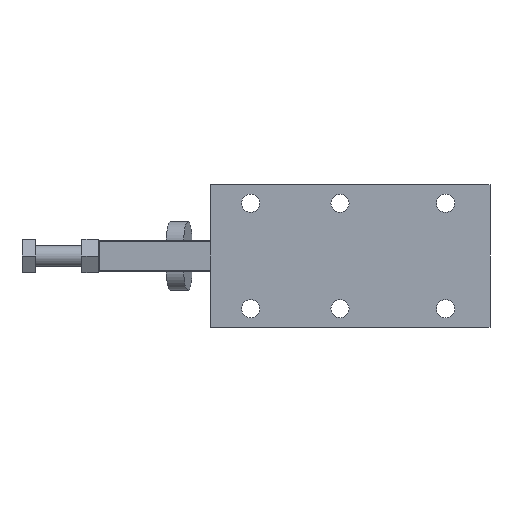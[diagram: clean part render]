
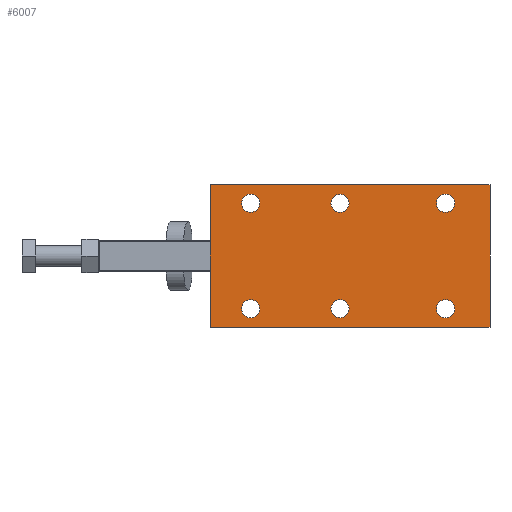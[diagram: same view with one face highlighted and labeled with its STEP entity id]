
A CAD part, front view. The second image highlights one B-rep face of the part: STEP entity #6007.
In plain terms, the highlighted planar face has unit normal (0, -1, 0).
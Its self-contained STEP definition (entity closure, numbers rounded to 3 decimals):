
#31 = CARTESIAN_POINT ( 'NONE',  ( 37.35, 0., -17.1 ) ) ;
#70 = CARTESIAN_POINT ( 'NONE',  ( 37.35, 0., 20.65 ) ) ;
#101 = CARTESIAN_POINT ( 'NONE',  ( 37.35, 0., -20.65 ) ) ;
#127 = FACE_BOUND ( 'NONE', #5894, .T. ) ;
#158 = EDGE_CURVE ( 'NONE', #363, #235, #8960, .T. ) ;
#221 = ORIENTED_EDGE ( 'NONE', *, *, #4278, .T. ) ;
#222 = CARTESIAN_POINT ( 'NONE',  ( -54.75, 0., 27.8 ) ) ;
#235 = VERTEX_POINT ( 'NONE', #8869 ) ;
#250 = DIRECTION ( 'NONE',  ( 0., 1., 0. ) ) ;
#363 = VERTEX_POINT ( 'NONE', #9108 ) ;
#372 = CIRCLE ( 'NONE', #6035, 3.55 ) ;
#405 = EDGE_CURVE ( 'NONE', #4882, #9666, #3625, .T. ) ;
#498 = CIRCLE ( 'NONE', #5452, 3.55 ) ;
#530 = CARTESIAN_POINT ( 'NONE',  ( 54.75, 0., -27.8 ) ) ;
#623 = AXIS2_PLACEMENT_3D ( 'NONE', #8701, #3525, #9045 ) ;
#642 = AXIS2_PLACEMENT_3D ( 'NONE', #5338, #794, #6104 ) ;
#660 = ORIENTED_EDGE ( 'NONE', *, *, #764, .T. ) ;
#671 = DIRECTION ( 'NONE',  ( -1., 0., 0. ) ) ;
#764 = EDGE_CURVE ( 'NONE', #9246, #7730, #2672, .T. ) ;
#794 = DIRECTION ( 'NONE',  ( 0., 1., 0. ) ) ;
#823 = DIRECTION ( 'NONE',  ( 0., 0., -1. ) ) ;
#859 = DIRECTION ( 'NONE',  ( 0., 0., 1. ) ) ;
#892 = DIRECTION ( 'NONE',  ( 0., 1., 0. ) ) ;
#952 = ORIENTED_EDGE ( 'NONE', *, *, #5518, .T. ) ;
#977 = CARTESIAN_POINT ( 'NONE',  ( 37.35, 0., 17.1 ) ) ;
#1127 = CARTESIAN_POINT ( 'NONE',  ( -38.85, 0., 20.65 ) ) ;
#1309 = DIRECTION ( 'NONE',  ( 0., 0., -1. ) ) ;
#1322 = VERTEX_POINT ( 'NONE', #1454 ) ;
#1378 = VECTOR ( 'NONE', #1309, 1000. ) ;
#1388 = VERTEX_POINT ( 'NONE', #31 ) ;
#1454 = CARTESIAN_POINT ( 'NONE',  ( -38.85, 0., 17.1 ) ) ;
#1507 = LINE ( 'NONE', #9750, #5287 ) ;
#1514 = EDGE_CURVE ( 'NONE', #4857, #4597, #7851, .T. ) ;
#1556 = DIRECTION ( 'NONE',  ( 0., 1., 0. ) ) ;
#1706 = DIRECTION ( 'NONE',  ( 0., 0., -1. ) ) ;
#1766 = VERTEX_POINT ( 'NONE', #7134 ) ;
#1794 = EDGE_CURVE ( 'NONE', #235, #363, #8569, .T. ) ;
#1803 = CARTESIAN_POINT ( 'NONE',  ( -3.95, 0., 20.65 ) ) ;
#1842 = AXIS2_PLACEMENT_3D ( 'NONE', #2886, #7398, #2122 ) ;
#1898 = DIRECTION ( 'NONE',  ( 0., 0., -1. ) ) ;
#2095 = DIRECTION ( 'NONE',  ( 0., 0., 1. ) ) ;
#2122 = DIRECTION ( 'NONE',  ( 0., 0., 1. ) ) ;
#2158 = FACE_BOUND ( 'NONE', #4279, .T. ) ;
#2251 = CARTESIAN_POINT ( 'NONE',  ( -3.95, 0., -20.65 ) ) ;
#2335 = CARTESIAN_POINT ( 'NONE',  ( -54.75, 0., 27.8 ) ) ;
#2402 = CIRCLE ( 'NONE', #8903, 3.55 ) ;
#2520 = CARTESIAN_POINT ( 'NONE',  ( 37.35, 0., 24.2 ) ) ;
#2550 = ORIENTED_EDGE ( 'NONE', *, *, #5286, .T. ) ;
#2566 = DIRECTION ( 'NONE',  ( 0., 0., -1. ) ) ;
#2580 = DIRECTION ( 'NONE',  ( 0., 1., 0. ) ) ;
#2629 = FACE_BOUND ( 'NONE', #9573, .T. ) ;
#2672 = CIRCLE ( 'NONE', #3298, 3.55 ) ;
#2678 = CARTESIAN_POINT ( 'NONE',  ( -3.95, 0., 17.1 ) ) ;
#2824 = EDGE_CURVE ( 'NONE', #9666, #4882, #7424, .T. ) ;
#2886 = CARTESIAN_POINT ( 'NONE',  ( -38.85, 0., -20.65 ) ) ;
#2965 = CARTESIAN_POINT ( 'NONE',  ( -38.85, 0., 24.2 ) ) ;
#2974 = CARTESIAN_POINT ( 'NONE',  ( -38.85, 0., 20.65 ) ) ;
#3004 = ORIENTED_EDGE ( 'NONE', *, *, #6471, .T. ) ;
#3074 = EDGE_CURVE ( 'NONE', #1766, #4857, #1507, .T. ) ;
#3112 = CARTESIAN_POINT ( 'NONE',  ( -3.95, 0., -17.1 ) ) ;
#3298 = AXIS2_PLACEMENT_3D ( 'NONE', #2251, #8555, #5892 ) ;
#3525 = DIRECTION ( 'NONE',  ( 0., 1., 0. ) ) ;
#3625 = CIRCLE ( 'NONE', #5705, 3.55 ) ;
#3669 = CARTESIAN_POINT ( 'NONE',  ( -3.95, 0., 24.2 ) ) ;
#3677 = ORIENTED_EDGE ( 'NONE', *, *, #9708, .T. ) ;
#3737 = VERTEX_POINT ( 'NONE', #977 ) ;
#3738 = DIRECTION ( 'NONE',  ( 0., 0., -1. ) ) ;
#3834 = VECTOR ( 'NONE', #2095, 1000. ) ;
#3961 = AXIS2_PLACEMENT_3D ( 'NONE', #2974, #8274, #3738 ) ;
#4160 = FACE_BOUND ( 'NONE', #9683, .T. ) ;
#4170 = VERTEX_POINT ( 'NONE', #6028 ) ;
#4236 = ORIENTED_EDGE ( 'NONE', *, *, #8200, .F. ) ;
#4278 = EDGE_CURVE ( 'NONE', #4170, #1388, #498, .T. ) ;
#4279 = EDGE_LOOP ( 'NONE', ( #2550, #6652 ) ) ;
#4597 = VERTEX_POINT ( 'NONE', #2335 ) ;
#4642 = CARTESIAN_POINT ( 'NONE',  ( 54.75, 0., 27.8 ) ) ;
#4725 = CIRCLE ( 'NONE', #642, 3.55 ) ;
#4797 = LINE ( 'NONE', #4642, #8610 ) ;
#4857 = VERTEX_POINT ( 'NONE', #7867 ) ;
#4882 = VERTEX_POINT ( 'NONE', #2678 ) ;
#4912 = VERTEX_POINT ( 'NONE', #4938 ) ;
#4938 = CARTESIAN_POINT ( 'NONE',  ( 54.75, 0., 27.8 ) ) ;
#5286 = EDGE_CURVE ( 'NONE', #9349, #3737, #372, .T. ) ;
#5287 = VECTOR ( 'NONE', #671, 1000. ) ;
#5338 = CARTESIAN_POINT ( 'NONE',  ( -3.95, 0., -20.65 ) ) ;
#5365 = DIRECTION ( 'NONE',  ( 0., 1., 0. ) ) ;
#5393 = DIRECTION ( 'NONE',  ( 0., 1., 0. ) ) ;
#5432 = ORIENTED_EDGE ( 'NONE', *, *, #7897, .F. ) ;
#5452 = AXIS2_PLACEMENT_3D ( 'NONE', #101, #5393, #859 ) ;
#5454 = ORIENTED_EDGE ( 'NONE', *, *, #158, .T. ) ;
#5505 = ORIENTED_EDGE ( 'NONE', *, *, #1514, .F. ) ;
#5518 = EDGE_CURVE ( 'NONE', #1322, #6986, #2402, .T. ) ;
#5550 = DIRECTION ( 'NONE',  ( 0., 0., 1. ) ) ;
#5569 = ORIENTED_EDGE ( 'NONE', *, *, #2824, .T. ) ;
#5705 = AXIS2_PLACEMENT_3D ( 'NONE', #7001, #892, #1706 ) ;
#5892 = DIRECTION ( 'NONE',  ( 0., 0., 1. ) ) ;
#5894 = EDGE_LOOP ( 'NONE', ( #5569, #6549 ) ) ;
#5936 = FACE_OUTER_BOUND ( 'NONE', #6897, .T. ) ;
#6007 = ADVANCED_FACE ( 'NONE', ( #2629, #8194, #4160, #2158, #127, #7956, #5936 ), #9312, .F. ) ;
#6028 = CARTESIAN_POINT ( 'NONE',  ( 37.35, 0., -24.2 ) ) ;
#6035 = AXIS2_PLACEMENT_3D ( 'NONE', #70, #5365, #823 ) ;
#6081 = CARTESIAN_POINT ( 'NONE',  ( 37.35, 0., 20.65 ) ) ;
#6104 = DIRECTION ( 'NONE',  ( 0., 0., 1. ) ) ;
#6163 = DIRECTION ( 'NONE',  ( 1., 0., 0. ) ) ;
#6180 = AXIS2_PLACEMENT_3D ( 'NONE', #1803, #7086, #2566 ) ;
#6231 = CIRCLE ( 'NONE', #9163, 3.55 ) ;
#6425 = DIRECTION ( 'NONE',  ( 0., 1., 0. ) ) ;
#6471 = EDGE_CURVE ( 'NONE', #7730, #9246, #4725, .T. ) ;
#6549 = ORIENTED_EDGE ( 'NONE', *, *, #405, .T. ) ;
#6652 = ORIENTED_EDGE ( 'NONE', *, *, #7496, .T. ) ;
#6846 = DIRECTION ( 'NONE',  ( 0., 0., -1. ) ) ;
#6897 = EDGE_LOOP ( 'NONE', ( #5505, #7009, #5432, #4236 ) ) ;
#6986 = VERTEX_POINT ( 'NONE', #2965 ) ;
#7001 = CARTESIAN_POINT ( 'NONE',  ( -3.95, 0., 20.65 ) ) ;
#7009 = ORIENTED_EDGE ( 'NONE', *, *, #3074, .F. ) ;
#7086 = DIRECTION ( 'NONE',  ( 0., 1., 0. ) ) ;
#7093 = ORIENTED_EDGE ( 'NONE', *, *, #7690, .T. ) ;
#7097 = CARTESIAN_POINT ( 'NONE',  ( 37.35, 0., -20.65 ) ) ;
#7134 = CARTESIAN_POINT ( 'NONE',  ( 54.75, 0., -27.8 ) ) ;
#7318 = AXIS2_PLACEMENT_3D ( 'NONE', #6081, #1556, #6846 ) ;
#7327 = EDGE_LOOP ( 'NONE', ( #3677, #952 ) ) ;
#7398 = DIRECTION ( 'NONE',  ( 0., 1., 0. ) ) ;
#7406 = LINE ( 'NONE', #530, #1378 ) ;
#7424 = CIRCLE ( 'NONE', #6180, 3.55 ) ;
#7441 = EDGE_LOOP ( 'NONE', ( #660, #3004 ) ) ;
#7496 = EDGE_CURVE ( 'NONE', #3737, #9349, #7533, .T. ) ;
#7533 = CIRCLE ( 'NONE', #7318, 3.55 ) ;
#7690 = EDGE_CURVE ( 'NONE', #1388, #4170, #6231, .T. ) ;
#7730 = VERTEX_POINT ( 'NONE', #8669 ) ;
#7851 = LINE ( 'NONE', #9812, #3834 ) ;
#7867 = CARTESIAN_POINT ( 'NONE',  ( -54.75, 0., -27.8 ) ) ;
#7871 = DIRECTION ( 'NONE',  ( 0., 0., 1. ) ) ;
#7897 = EDGE_CURVE ( 'NONE', #4912, #1766, #7406, .T. ) ;
#7934 = ORIENTED_EDGE ( 'NONE', *, *, #1794, .T. ) ;
#7956 = FACE_BOUND ( 'NONE', #7327, .T. ) ;
#7968 = CIRCLE ( 'NONE', #3961, 3.55 ) ;
#8194 = FACE_BOUND ( 'NONE', #7441, .T. ) ;
#8200 = EDGE_CURVE ( 'NONE', #4597, #4912, #4797, .T. ) ;
#8274 = DIRECTION ( 'NONE',  ( 0., 1., 0. ) ) ;
#8555 = DIRECTION ( 'NONE',  ( 0., 1., 0. ) ) ;
#8569 = CIRCLE ( 'NONE', #623, 3.55 ) ;
#8610 = VECTOR ( 'NONE', #6163, 1000. ) ;
#8669 = CARTESIAN_POINT ( 'NONE',  ( -3.95, 0., -24.2 ) ) ;
#8701 = CARTESIAN_POINT ( 'NONE',  ( -38.85, 0., -20.65 ) ) ;
#8869 = CARTESIAN_POINT ( 'NONE',  ( -38.85, 0., -24.2 ) ) ;
#8903 = AXIS2_PLACEMENT_3D ( 'NONE', #1127, #6425, #1898 ) ;
#8960 = CIRCLE ( 'NONE', #1842, 3.55 ) ;
#9045 = DIRECTION ( 'NONE',  ( 0., 0., 1. ) ) ;
#9108 = CARTESIAN_POINT ( 'NONE',  ( -38.85, 0., -17.1 ) ) ;
#9163 = AXIS2_PLACEMENT_3D ( 'NONE', #7097, #2580, #7871 ) ;
#9246 = VERTEX_POINT ( 'NONE', #3112 ) ;
#9312 = PLANE ( 'NONE',  #9325 ) ;
#9325 = AXIS2_PLACEMENT_3D ( 'NONE', #222, #250, #5550 ) ;
#9349 = VERTEX_POINT ( 'NONE', #2520 ) ;
#9573 = EDGE_LOOP ( 'NONE', ( #5454, #7934 ) ) ;
#9666 = VERTEX_POINT ( 'NONE', #3669 ) ;
#9683 = EDGE_LOOP ( 'NONE', ( #7093, #221 ) ) ;
#9708 = EDGE_CURVE ( 'NONE', #6986, #1322, #7968, .T. ) ;
#9750 = CARTESIAN_POINT ( 'NONE',  ( -54.75, 0., -27.8 ) ) ;
#9812 = CARTESIAN_POINT ( 'NONE',  ( -54.75, 0., 27.8 ) ) ;
